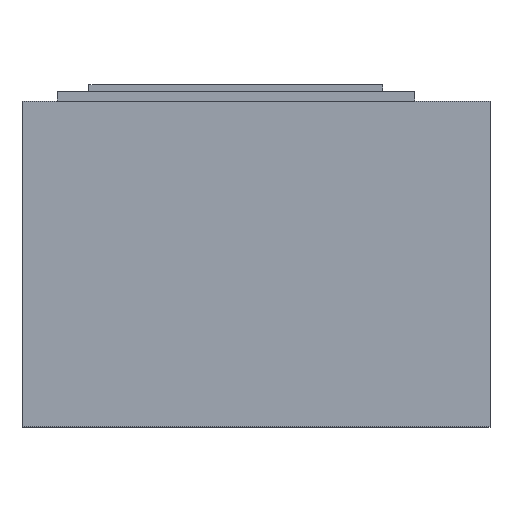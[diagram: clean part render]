
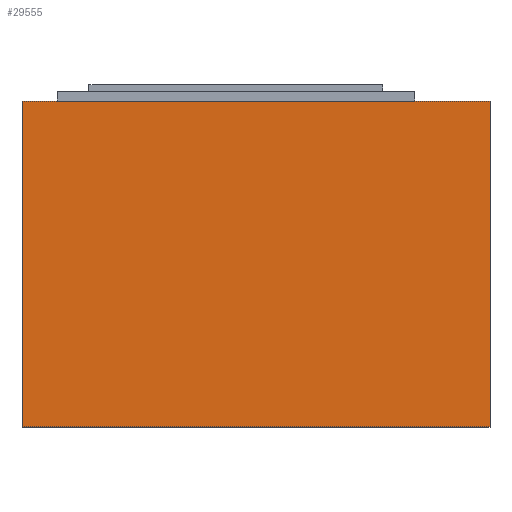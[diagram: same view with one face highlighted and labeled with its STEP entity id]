
A CAD part, top view. The second image highlights one B-rep face of the part: STEP entity #29555.
In plain terms, the highlighted planar face has unit normal (0, 0, 1).
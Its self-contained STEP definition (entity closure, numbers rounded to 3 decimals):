
#95=LINE('',#43361,#3083);
#100=LINE('',#43380,#3088);
#101=LINE('',#43383,#3089);
#102=LINE('',#43384,#3090);
#3083=VECTOR('',#34312,10.);
#3088=VECTOR('',#34331,10.);
#3089=VECTOR('',#34334,10.);
#3090=VECTOR('',#34335,10.);
#6038=PLANE('',#31133);
#7288=FACE_OUTER_BOUND('',#8868,.T.);
#8868=EDGE_LOOP('',(#19964,#19965,#19966,#19967));
#12329=VERTEX_POINT('',#43358);
#12330=VERTEX_POINT('',#43360);
#12337=VERTEX_POINT('',#43378);
#12338=VERTEX_POINT('',#43382);
#15367=EDGE_CURVE('',#12329,#12330,#95,.T.);
#15376=EDGE_CURVE('',#12329,#12337,#100,.T.);
#15377=EDGE_CURVE('',#12338,#12337,#101,.T.);
#15378=EDGE_CURVE('',#12330,#12338,#102,.T.);
#19964=ORIENTED_EDGE('',*,*,#15367,.F.);
#19965=ORIENTED_EDGE('',*,*,#15376,.T.);
#19966=ORIENTED_EDGE('',*,*,#15377,.F.);
#19967=ORIENTED_EDGE('',*,*,#15378,.F.);
#29555=ADVANCED_FACE('',(#7288),#6038,.T.);
#31133=AXIS2_PLACEMENT_3D('',#43381,#34332,#34333);
#34312=DIRECTION('',(-1.,0.,0.));
#34331=DIRECTION('',(0.,1.,0.));
#34332=DIRECTION('center_axis',(0.,0.,1.));
#34333=DIRECTION('ref_axis',(1.,0.,0.));
#34334=DIRECTION('',(1.,0.,0.));
#34335=DIRECTION('',(0.,1.,0.));
#43358=CARTESIAN_POINT('',(146.,0.,70.4));
#43360=CARTESIAN_POINT('',(0.,0.,70.4));
#43361=CARTESIAN_POINT('',(146.,0.,70.4));
#43378=CARTESIAN_POINT('',(146.,101.6,70.4));
#43380=CARTESIAN_POINT('',(146.,0.,70.4));
#43381=CARTESIAN_POINT('Origin',(0.,0.,70.4));
#43382=CARTESIAN_POINT('',(0.,101.6,70.4));
#43383=CARTESIAN_POINT('',(146.,101.6,70.4));
#43384=CARTESIAN_POINT('',(0.,0.,70.4));
